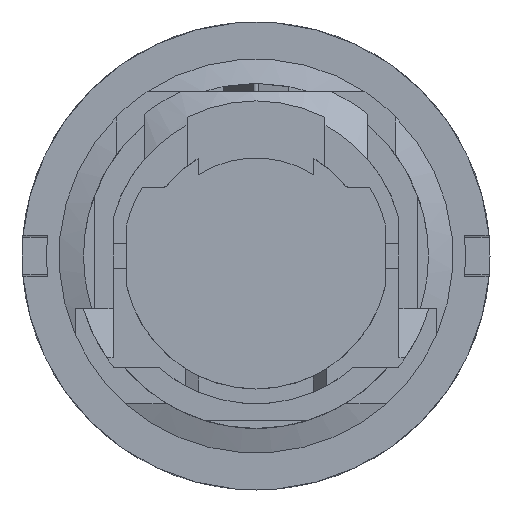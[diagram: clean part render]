
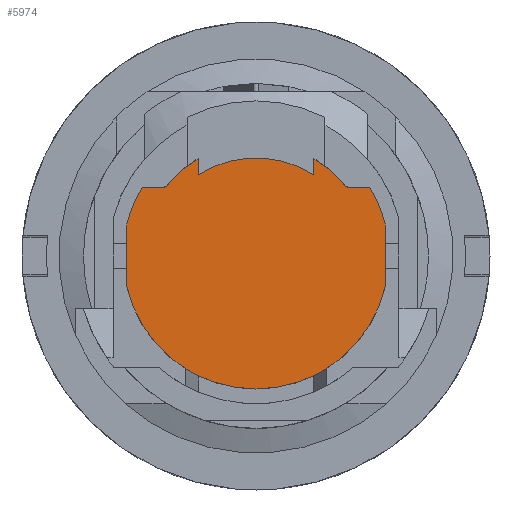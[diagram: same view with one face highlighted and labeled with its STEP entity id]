
A CAD part, front view. The second image highlights one B-rep face of the part: STEP entity #5974.
In plain terms, the highlighted planar face has unit normal (0, -1, 0).
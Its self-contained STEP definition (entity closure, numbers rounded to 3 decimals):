
#4607=CARTESIAN_POINT('',(0.,28.8,0.));
#4608=DIRECTION('',(0.,-1.,0.));
#4609=DIRECTION('',(1.,0.,0.));
#4610=AXIS2_PLACEMENT_3D('',#4607,#4608,#4609);
#4781=CARTESIAN_POINT('',(0.,28.8,0.));
#4782=DIRECTION('',(0.,1.,0.));
#4783=DIRECTION('',(1.,0.,0.));
#4784=AXIS2_PLACEMENT_3D('',#4781,#4782,#4783);
#4957=CARTESIAN_POINT('',(12.4,28.8,0.));
#4959=VERTEX_POINT('',#4957);
#4961=CARTESIAN_POINT('',(-12.4,28.8,0.));
#4963=VERTEX_POINT('',#4961);
#5965=CARTESIAN_POINT('',(0.,28.8,0.));
#5966=DIRECTION('',(0.,1.,0.));
#5967=DIRECTION('',(1.,0.,0.));
#5968=AXIS2_PLACEMENT_3D('',#5965,#5966,#5967);
#5969=PLANE('',#5968);
#5970=ORIENTED_EDGE('',*,*,#5507,.F.);
#5971=ORIENTED_EDGE('',*,*,#5891,.T.);
#5972=EDGE_LOOP('',(#5970,#5971));
#5973=FACE_OUTER_BOUND('',#5972,.F.);
#4611=CIRCLE('',#4610,12.4);
#4785=CIRCLE('',#4784,12.4);
#5507=EDGE_CURVE('',#4959,#4963,#4611,.T.);
#5891=EDGE_CURVE('',#4959,#4963,#4785,.T.);
#5974=ADVANCED_FACE('',(#5973),#5969,.F.);
